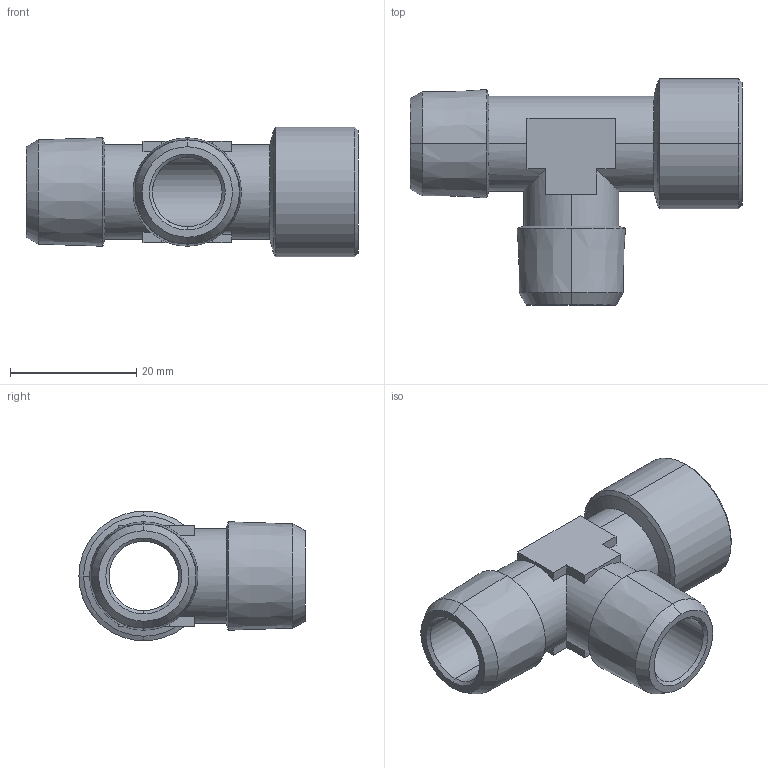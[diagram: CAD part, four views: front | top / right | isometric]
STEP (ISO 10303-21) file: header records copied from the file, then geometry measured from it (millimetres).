
FILE_DESCRIPTION (( 'STEP AP214' ), '1' );
FILE_NAME ('DRF.FMM03.STEP', '2018-09-03T09:47:23', ( '' ), ( '' ), 'SwSTEP 2.0', 'SolidWorks 2018', '' );
FILE_SCHEMA (( 'AUTOMOTIVE_DESIGN' ));
Length unit declared in the file: millimetre
Products named in the file (1): DRF.FMM03
Bounding box: 52.5 x 35.75 x 20.5 mm (x, y, z)
Volume: 7927.8 mm3; surface area: 6798.9 mm2
Topology: 1 solids, 1 shells, 62 faces, 154 edges, 93 vertices
Faces by surface type: cone 24, plane 21, cylinder 15, bspline 2
Entity records: 1893 total; most frequent: CARTESIAN_POINT 367, DIRECTION 329, ORIENTED_EDGE 308, EDGE_CURVE 154, AXIS2_PLACEMENT_3D 123, VERTEX_POINT 93, LINE 83, VECTOR 83
